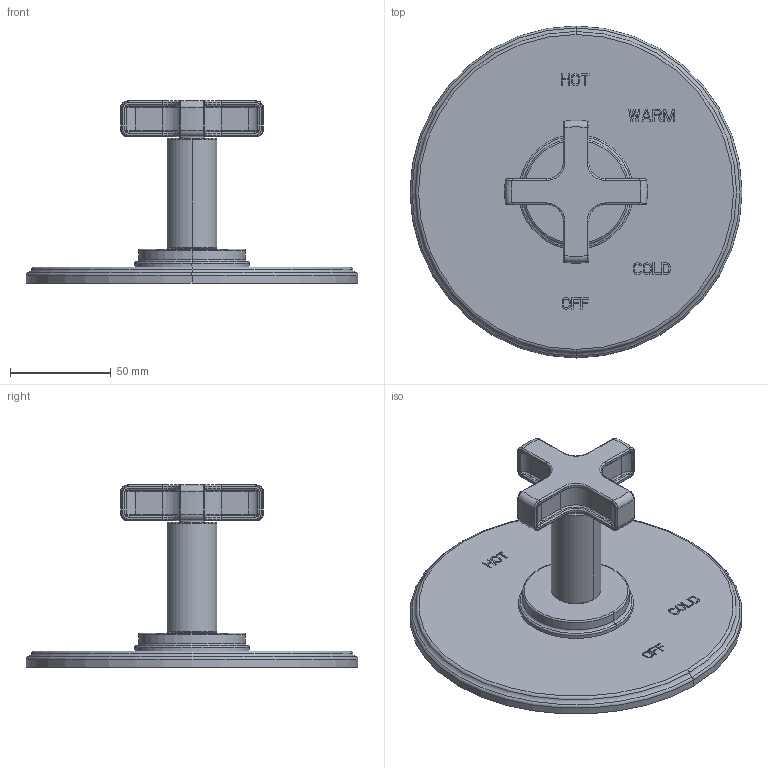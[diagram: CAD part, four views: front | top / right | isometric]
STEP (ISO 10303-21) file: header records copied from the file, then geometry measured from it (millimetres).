
FILE_DESCRIPTION((''),'2;1');
FILE_NAME('4-3284BP_ASM','2019-11-08T14:22:51',('rsmith'),(''),'CREO PARAMETRIC BY PTC INC, 2018400','CREO PARAMETRIC BY PTC INC, 2018400','');
FILE_SCHEMA(('CONFIG_CONTROL_DESIGN'));
Length unit declared in the file: inch
Products named in the file (16): 11117; H-78; 2-439_ASM; 13130; 91773; 20-433_ASM; 13131; 91017; 12377; 91049; 91371; 92399; 13132; 20-430_ASM; 3-649_ASM; 4-3284BP_ASM
Assembly tree (16 placements, depth 4):
  4-3284BP_ASM
    2-439_ASM
      11117
      H-78
    3-649_ASM
      20-433_ASM
        13130
        91773
      20-430_ASM
        13131
        91017  x2
        12377
        91049
        91371
        92399
        13132
Bounding box: 165.1 x 165.1 x 90.53 mm (x, y, z)
Volume: 87096.8 mm3; surface area: 120380.2 mm2
Topology: 12 solids, 28 shells, 1313 faces, 3781 edges, 2519 vertices
Faces by surface type: plane 546, cylinder 451, torus 154, bspline 133, cone 25, extrusion 4
Entity records: 148629 total; most frequent: CARTESIAN_POINT 115385, ORIENTED_EDGE 7045, DIRECTION 6333, EDGE_CURVE 3749, VERTEX_POINT 2499, AXIS2_PLACEMENT_3D 2116, VECTOR 2101, LINE 2097
